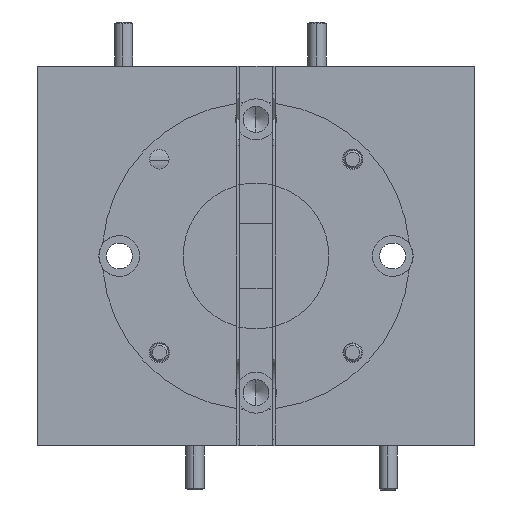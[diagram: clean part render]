
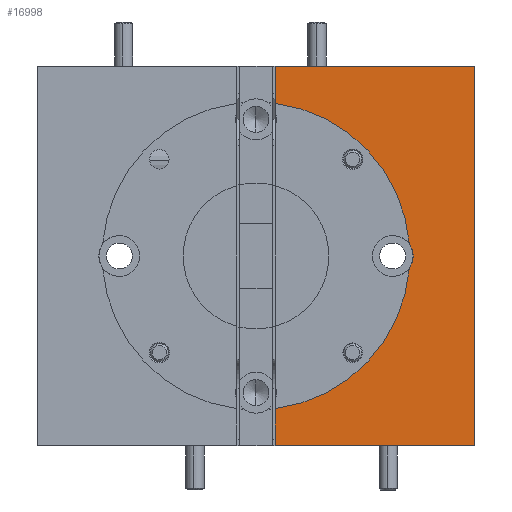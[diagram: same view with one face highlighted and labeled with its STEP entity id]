
A CAD part, left-side view. The second image highlights one B-rep face of the part: STEP entity #16998.
In plain terms, the highlighted planar face has unit normal (-1, 0, 0).
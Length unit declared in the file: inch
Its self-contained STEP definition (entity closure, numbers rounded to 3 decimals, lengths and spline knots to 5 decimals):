
#24 = VERTEX_POINT ( 'NONE', #49876 ) ;
#792 = CARTESIAN_POINT ( 'NONE',  ( -4.06412, -0.29981, -0.34338 ) ) ;
#975 = CARTESIAN_POINT ( 'NONE',  ( -4.06412, 0.45019, 0.30662 ) ) ;
#1621 = FACE_OUTER_BOUND ( 'NONE', #32417, .T. ) ;
#2202 = LINE ( 'NONE', #55577, #28536 ) ;
#5699 = CARTESIAN_POINT ( 'NONE',  ( -4.06412, -0.01856, 0.30662 ) ) ;
#6323 = ORIENTED_EDGE ( 'NONE', *, *, #17786, .T. ) ;
#7572 = LINE ( 'NONE', #8517, #63078 ) ;
#8063 = CARTESIAN_POINT ( 'NONE',  ( -4.06412, -0.29981, 0.95662 ) ) ;
#8517 = CARTESIAN_POINT ( 'NONE',  ( -4.06412, -0.29981, 0.95662 ) ) ;
#8667 = EDGE_CURVE ( 'NONE', #43099, #26403, #14248, .T. ) ;
#11192 = ORIENTED_EDGE ( 'NONE', *, *, #23733, .T. ) ;
#11195 = DIRECTION ( 'NONE',  ( 0., 1., 0. ) ) ;
#12378 = CIRCLE ( 'NONE', #35977, 0.5275 ) ;
#13039 = EDGE_CURVE ( 'NONE', #43099, #58920, #2202, .T. ) ;
#14248 = CIRCLE ( 'NONE', #38867, 0.5275 ) ;
#15917 = VERTEX_POINT ( 'NONE', #39784 ) ;
#16998 = ADVANCED_FACE ( 'NONE', ( #1621 ), #61426, .F. ) ;
#17786 = EDGE_CURVE ( 'NONE', #22064, #30670, #58827, .T. ) ;
#22064 = VERTEX_POINT ( 'NONE', #8063 ) ;
#23733 = EDGE_CURVE ( 'NONE', #30670, #15917, #58636, .T. ) ;
#23737 = CARTESIAN_POINT ( 'NONE',  ( -4.06412, 0.38419, -0.34338 ) ) ;
#25005 = EDGE_CURVE ( 'NONE', #24, #15917, #12378, .T. ) ;
#25568 = EDGE_CURVE ( 'NONE', #26403, #24, #55788, .T. ) ;
#25886 = CARTESIAN_POINT ( 'NONE',  ( -4.06412, -0.29981, 0.95662 ) ) ;
#26403 = VERTEX_POINT ( 'NONE', #37215 ) ;
#26454 = CARTESIAN_POINT ( 'NONE',  ( -4.06412, -0.29981, 0.95662 ) ) ;
#26930 = CARTESIAN_POINT ( 'NONE',  ( -4.06412, -0.29981, -0.34338 ) ) ;
#28536 = VECTOR ( 'NONE', #61696, 39.37008 ) ;
#30158 = LINE ( 'NONE', #792, #43243 ) ;
#30181 = DIRECTION ( 'NONE',  ( 0., 0., 1. ) ) ;
#30626 = VECTOR ( 'NONE', #62891, 39.37008 ) ;
#30670 = VERTEX_POINT ( 'NONE', #37493 ) ;
#31955 = CARTESIAN_POINT ( 'NONE',  ( -4.06412, 0.38419, -0.21673 ) ) ;
#32417 = EDGE_LOOP ( 'NONE', ( #34054, #46224, #60222, #60182, #52761, #47791, #6323, #11192 ) ) ;
#34054 = ORIENTED_EDGE ( 'NONE', *, *, #25005, .F. ) ;
#34817 = EDGE_CURVE ( 'NONE', #22064, #59167, #7572, .T. ) ;
#35977 = AXIS2_PLACEMENT_3D ( 'NONE', #52948, #51671, #46826 ) ;
#36292 = DIRECTION ( 'NONE',  ( -1., 0., 0. ) ) ;
#37215 = CARTESIAN_POINT ( 'NONE',  ( -4.06412, -0.07577, 0.26628 ) ) ;
#37493 = CARTESIAN_POINT ( 'NONE',  ( -4.06412, 0.38419, 0.95662 ) ) ;
#37546 = DIRECTION ( 'NONE',  ( 0., 0., -1. ) ) ;
#38062 = VECTOR ( 'NONE', #40302, 39.37008 ) ;
#38150 = AXIS2_PLACEMENT_3D ( 'NONE', #5699, #36292, #30181 ) ;
#38867 = AXIS2_PLACEMENT_3D ( 'NONE', #975, #55619, #50089 ) ;
#39784 = CARTESIAN_POINT ( 'NONE',  ( -4.06412, 0.38419, 0.82998 ) ) ;
#40302 = DIRECTION ( 'NONE',  ( 0., 1., 0. ) ) ;
#43099 = VERTEX_POINT ( 'NONE', #31955 ) ;
#43243 = VECTOR ( 'NONE', #11195, 39.37008 ) ;
#46224 = ORIENTED_EDGE ( 'NONE', *, *, #25568, .F. ) ;
#46826 = DIRECTION ( 'NONE',  ( 0., 0., 1. ) ) ;
#47791 = ORIENTED_EDGE ( 'NONE', *, *, #34817, .F. ) ;
#49876 = CARTESIAN_POINT ( 'NONE',  ( -4.06412, -0.07577, 0.34697 ) ) ;
#50089 = DIRECTION ( 'NONE',  ( 0., 0., 1. ) ) ;
#51671 = DIRECTION ( 'NONE',  ( -1., 0., 0. ) ) ;
#52761 = ORIENTED_EDGE ( 'NONE', *, *, #61353, .F. ) ;
#52948 = CARTESIAN_POINT ( 'NONE',  ( -4.06412, 0.45019, 0.30662 ) ) ;
#55577 = CARTESIAN_POINT ( 'NONE',  ( -4.06412, 0.38419, 0.95662 ) ) ;
#55619 = DIRECTION ( 'NONE',  ( -1., 0., 0. ) ) ;
#55788 = CIRCLE ( 'NONE', #38150, 0.07 ) ;
#56297 = DIRECTION ( 'NONE',  ( 1., 0., 0. ) ) ;
#57408 = CARTESIAN_POINT ( 'NONE',  ( -4.06412, 0.38419, 0.95662 ) ) ;
#58636 = LINE ( 'NONE', #57408, #30626 ) ;
#58827 = LINE ( 'NONE', #26454, #38062 ) ;
#58920 = VERTEX_POINT ( 'NONE', #23737 ) ;
#59167 = VERTEX_POINT ( 'NONE', #26930 ) ;
#60173 = DIRECTION ( 'NONE',  ( 0., 0., 1. ) ) ;
#60182 = ORIENTED_EDGE ( 'NONE', *, *, #13039, .T. ) ;
#60222 = ORIENTED_EDGE ( 'NONE', *, *, #8667, .F. ) ;
#61353 = EDGE_CURVE ( 'NONE', #59167, #58920, #30158, .T. ) ;
#61426 = PLANE ( 'NONE',  #63773 ) ;
#61696 = DIRECTION ( 'NONE',  ( 0., 0., -1. ) ) ;
#62891 = DIRECTION ( 'NONE',  ( 0., 0., -1. ) ) ;
#63078 = VECTOR ( 'NONE', #37546, 39.37008 ) ;
#63773 = AXIS2_PLACEMENT_3D ( 'NONE', #25886, #56297, #60173 ) ;
